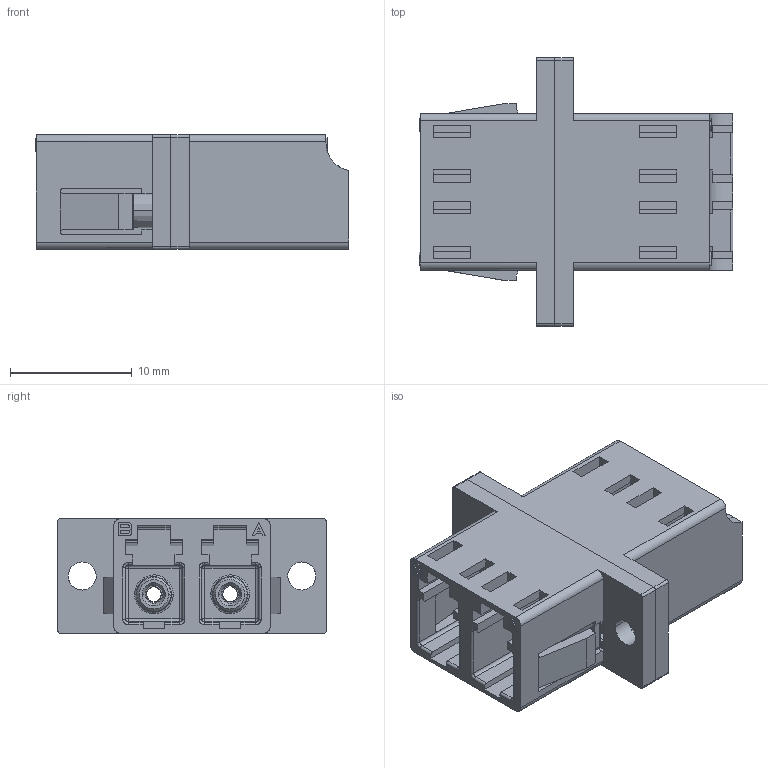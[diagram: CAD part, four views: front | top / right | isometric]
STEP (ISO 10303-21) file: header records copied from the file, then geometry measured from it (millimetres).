
FILE_DESCRIPTION (( 'STEP AP203' ), '1' );
FILE_NAME ('FOA-801.STEP', '2011-12-01T16:53:32', ( 'x' ), ( 'Microsoft' ), 'SwSTEP 2.0', 'SolidWorks 2010', '' );
FILE_SCHEMA (( 'CONFIG_CONTROL_DESIGN' ));
Length unit declared in the file: inch
Products named in the file (2): LCAD0732A-BK; FOA-801
Assembly tree (1 placements, depth 2):
  FOA-801
    LCAD0732A-BK
Bounding box: 25.74 x 22 x 9.4 mm (x, y, z)
Surface area: 3328 mm2 (no closed solid volume)
Topology: 0 solids, 21 shells, 571 faces, 1468 edges, 919 vertices
Faces by surface type: plane 333, cylinder 139, bspline 53, cone 46
Entity records: 19181 total; most frequent: CARTESIAN_POINT 5634, ORIENTED_EDGE 2815, DIRECTION 2569, EDGE_CURVE 1452, VECTOR 1067, LINE 1067, VERTEX_POINT 919, AXIS2_PLACEMENT_3D 751
